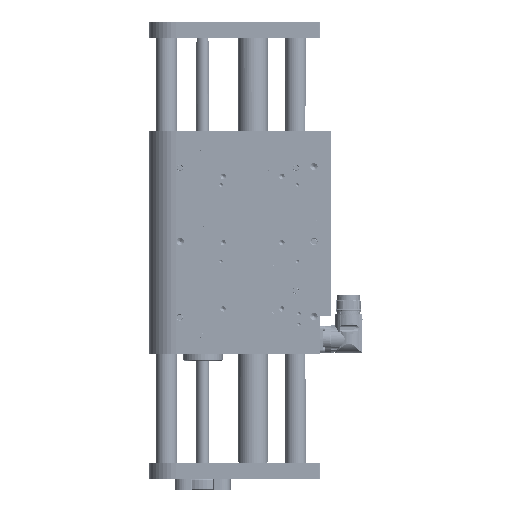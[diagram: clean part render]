
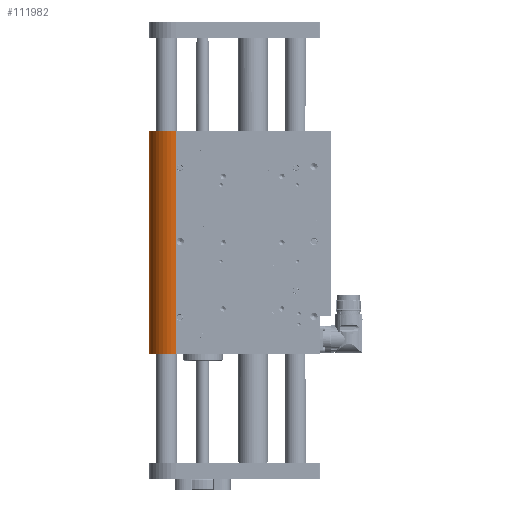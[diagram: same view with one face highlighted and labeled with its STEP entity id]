
A CAD part, left-side view. The second image highlights one B-rep face of the part: STEP entity #111982.
In plain terms, the highlighted cylindrical face has radius 25 mm (diameter 50 mm), a partial arc.
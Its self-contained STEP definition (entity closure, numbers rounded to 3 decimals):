
#2021 = ORIENTED_EDGE ( 'NONE', *, *, #36715, .F. ) ;
#9922 = VERTEX_POINT ( 'NONE', #88167 ) ;
#10009 = DIRECTION ( 'NONE',  ( 0., 0., -1. ) ) ;
#22020 = DIRECTION ( 'NONE',  ( 1., 0., 0. ) ) ;
#22577 = CIRCLE ( 'NONE', #67079, 25. ) ;
#33921 = CIRCLE ( 'NONE', #159156, 25. ) ;
#35311 = CYLINDRICAL_SURFACE ( 'NONE', #112935, 25. ) ;
#36715 = EDGE_CURVE ( 'NONE', #118284, #45206, #126794, .T. ) ;
#45206 = VERTEX_POINT ( 'NONE', #113207 ) ;
#47286 = EDGE_CURVE ( 'NONE', #9922, #118284, #22577, .T. ) ;
#50944 = CARTESIAN_POINT ( 'NONE',  ( 0., 72., 209. ) ) ;
#65415 = CARTESIAN_POINT ( 'NONE',  ( 0., 72., 0. ) ) ;
#67079 = AXIS2_PLACEMENT_3D ( 'NONE', #75202, #143924, #22020 ) ;
#71514 = EDGE_LOOP ( 'NONE', ( #165206, #2021, #148732, #79499 ) ) ;
#75202 = CARTESIAN_POINT ( 'NONE',  ( 0., 72., 209. ) ) ;
#78858 = DIRECTION ( 'NONE',  ( -1., 0., 0. ) ) ;
#79499 = ORIENTED_EDGE ( 'NONE', *, *, #121066, .T. ) ;
#88167 = CARTESIAN_POINT ( 'NONE',  ( 25., 72., 209. ) ) ;
#91609 = DIRECTION ( 'NONE',  ( 0., 0., 1. ) ) ;
#95495 = CARTESIAN_POINT ( 'NONE',  ( 25., 72., 209. ) ) ;
#105495 = DIRECTION ( 'NONE',  ( 1., 0., 0. ) ) ;
#107929 = CARTESIAN_POINT ( 'NONE',  ( -25., 72., 209. ) ) ;
#111982 = ADVANCED_FACE ( 'NONE', ( #169393 ), #35311, .T. ) ;
#112935 = AXIS2_PLACEMENT_3D ( 'NONE', #50944, #142432, #78858 ) ;
#113207 = CARTESIAN_POINT ( 'NONE',  ( -25., 72., 0. ) ) ;
#114591 = CARTESIAN_POINT ( 'NONE',  ( -25., 72., 209. ) ) ;
#118284 = VERTEX_POINT ( 'NONE', #107929 ) ;
#121066 = EDGE_CURVE ( 'NONE', #9922, #126042, #147665, .T. ) ;
#126042 = VERTEX_POINT ( 'NONE', #152474 ) ;
#126794 = LINE ( 'NONE', #114591, #149051 ) ;
#135486 = DIRECTION ( 'NONE',  ( 0., 0., -1. ) ) ;
#142432 = DIRECTION ( 'NONE',  ( 0., 0., -1. ) ) ;
#143924 = DIRECTION ( 'NONE',  ( 0., 0., 1. ) ) ;
#147665 = LINE ( 'NONE', #95495, #161326 ) ;
#148732 = ORIENTED_EDGE ( 'NONE', *, *, #47286, .F. ) ;
#149051 = VECTOR ( 'NONE', #10009, 1000. ) ;
#152474 = CARTESIAN_POINT ( 'NONE',  ( 25., 72., 0. ) ) ;
#152664 = EDGE_CURVE ( 'NONE', #126042, #45206, #33921, .T. ) ;
#159156 = AXIS2_PLACEMENT_3D ( 'NONE', #65415, #91609, #105495 ) ;
#161326 = VECTOR ( 'NONE', #135486, 1000. ) ;
#165206 = ORIENTED_EDGE ( 'NONE', *, *, #152664, .T. ) ;
#169393 = FACE_OUTER_BOUND ( 'NONE', #71514, .T. ) ;
